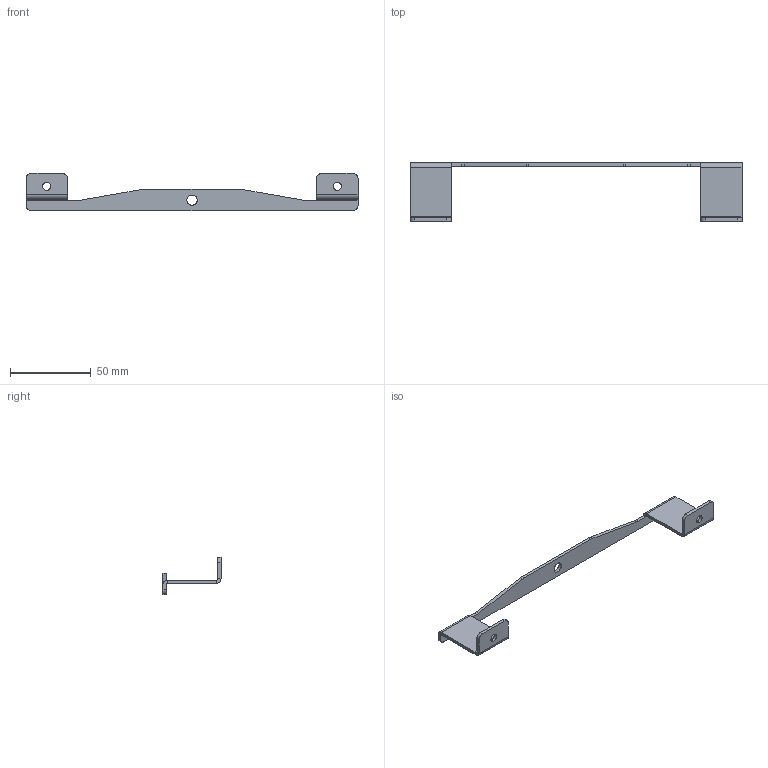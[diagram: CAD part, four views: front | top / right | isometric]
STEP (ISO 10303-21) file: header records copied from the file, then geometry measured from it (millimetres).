
FILE_DESCRIPTION (( 'STEP AP214' ), '1' );
FILE_NAME ('Rear camera mount.STEP', '2019-08-27T08:47:47', ( '' ), ( '' ), 'SwSTEP 2.0', 'SolidWorks 2019', '' );
FILE_SCHEMA (( 'AUTOMOTIVE_DESIGN' ));
Length unit declared in the file: millimetre
Products named in the file (1): Rear camera mount
Bounding box: 205.64 x 36 x 23 mm (x, y, z)
Volume: 8861.5 mm3; surface area: 10192.8 mm2
Topology: 1 solids, 1 shells, 58 faces, 140 edges, 84 vertices
Faces by surface type: plane 34, cylinder 22, bspline 2
Entity records: 1716 total; most frequent: CARTESIAN_POINT 309, DIRECTION 294, ORIENTED_EDGE 280, EDGE_CURVE 140, AXIS2_PLACEMENT_3D 101, VECTOR 92, LINE 92, VERTEX_POINT 84
